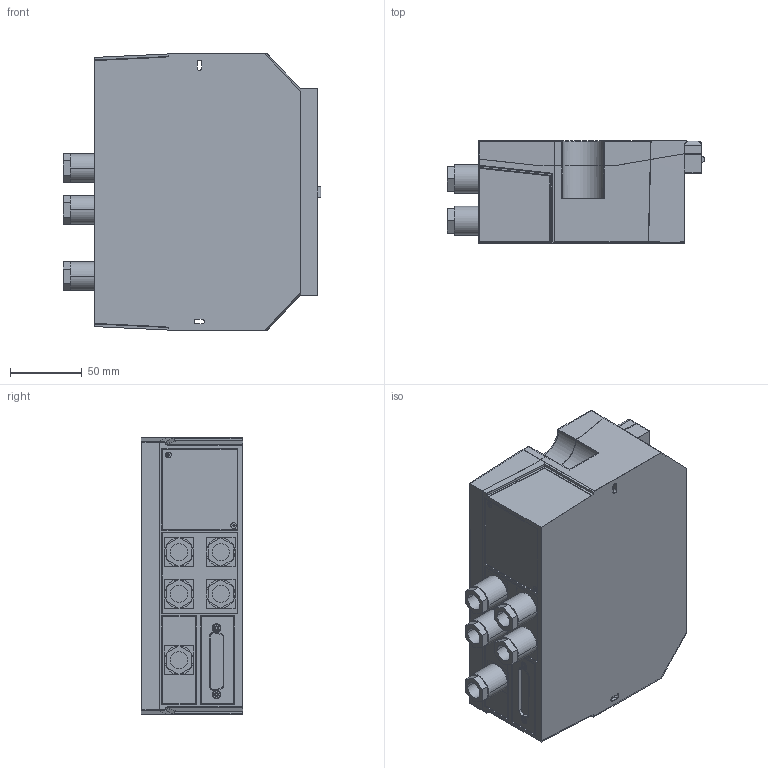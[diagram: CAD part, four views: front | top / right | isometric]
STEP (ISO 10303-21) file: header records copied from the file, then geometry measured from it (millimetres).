
FILE_DESCRIPTION((''),'2;1');
FILE_NAME('CBX500_NEU_ASM','2009-01-28T',('steven.hensel'),('Pepperl+Fuchs'),'PRO/ENGINEER BY PARAMETRIC TECHNOLOGY CORPORATION, 2007390','PRO/ENGINEER BY PARAMETRIC TECHNOLOGY CORPORATION, 2007390','');
FILE_SCHEMA(('AUTOMOTIVE_DESIGN_CC2 { 1 2 10303 214 -1 1 5 2 }'));
Length unit declared in the file: millimetre
Products named in the file (6): CBX500_DECKEL; CBX500_DECKEL_2; KLEMMRAUM_AUSSEN_R20; SCHRAUBE; SCHRAUBE_KLEIN; CBX500_NEU_ASM
Assembly tree (13 placements, depth 2):
  CBX500_NEU_ASM
    CBX500_DECKEL
    CBX500_DECKEL_2
    KLEMMRAUM_AUSSEN_R20  x5
    SCHRAUBE  x4
    SCHRAUBE_KLEIN  x2
Bounding box: 180 x 71 x 193 mm (x, y, z)
Volume: 102523.2 mm3; surface area: 238716.1 mm2
Topology: 17 solids, 17 shells, 556 faces, 1344 edges, 860 vertices
Faces by surface type: plane 389, cylinder 131, bspline 24, cone 12
Entity records: 15055 total; most frequent: CARTESIAN_POINT 2852, ORIENTED_EDGE 1888, DIRECTION 1798, PRESENTATION_STYLE_ASSIGNMENT 962, STYLED_ITEM 953, CURVE_STYLE 944, EDGE_CURVE 944, VECTOR 676
